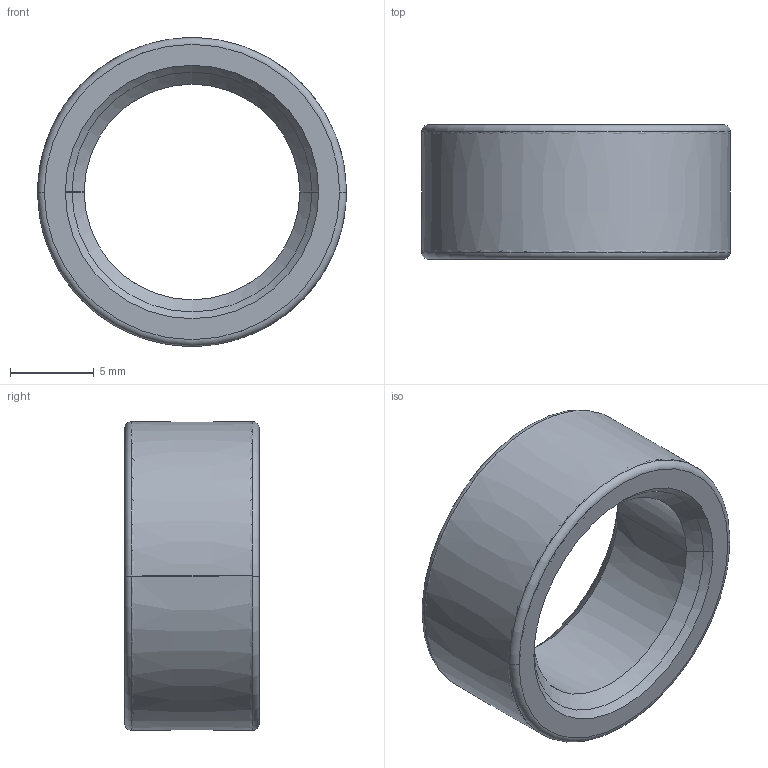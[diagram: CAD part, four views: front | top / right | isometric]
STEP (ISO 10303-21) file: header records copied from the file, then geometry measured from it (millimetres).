
FILE_DESCRIPTION((''),'2;1');
FILE_NAME('S20F12T03','2022-02-17T',('BissonC'),(''),'CREO PARAMETRIC BY PTC INC, 2015080','CREO PARAMETRIC BY PTC INC, 2015080','');
FILE_SCHEMA(('CONFIG_CONTROL_DESIGN'));
Length unit declared in the file: millimetre
Products named in the file (1): S20F12T03
Bounding box: 18.4 x 8 x 18.4 mm (x, y, z)
Surface area: 1724.3 mm2 (no closed solid volume)
Topology: 0 solids, 0 shells, 16 faces, 72 edges, 68 vertices
Faces by surface type: bspline 12, torus 4
Entity records: 2050 total; most frequent: CARTESIAN_POINT 1358, DIRECTION 122, TRIMMED_CURVE 90, VECTOR 66, LINE 66, DEFINITIONAL_REPRESENTATION 64, PCURVE 64, COMPOSITE_CURVE_SEGMENT 64
